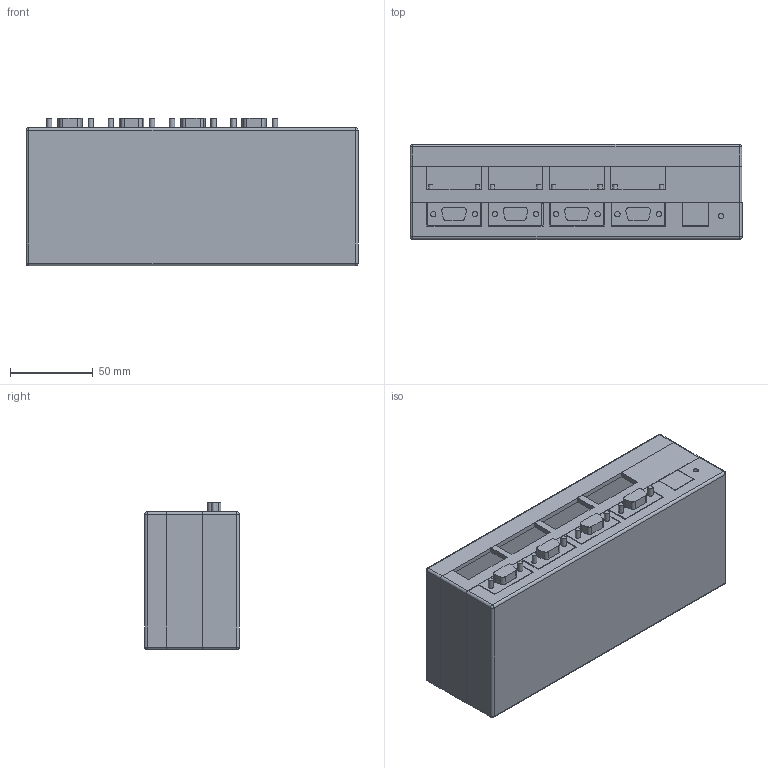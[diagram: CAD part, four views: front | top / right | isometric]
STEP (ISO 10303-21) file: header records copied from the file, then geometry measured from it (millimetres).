
FILE_DESCRIPTION(/* description */ (''),/* implementation_level */ '2;1');
FILE_NAME(/* name */ 'multiplex.step',/* time_stamp */ '2022-03-13T17:27:38+00:00',/* author */ (''),/* organization */ (''),/* preprocessor_version */ 'ST-DEVELOPER v18.1',/* originating_system */ 'Autodesk Translation Framework v10.13.0.1454',/* authorisation */ '');
FILE_SCHEMA (('AUTOMOTIVE_DESIGN { 1 0 10303 214 3 1 1 }'));
Length unit declared in the file: millimetre
Products named in the file (7): multiplex; bottom; module; jack; teensy; mezza; top
Assembly tree (6 placements, depth 2):
  multiplex
    bottom
    module
    jack
    teensy
    mezza
    top
Bounding box: 200.12 x 57.14 x 88.75 mm (x, y, z)
Volume: 223134.9 mm3; surface area: 157641.4 mm2
Topology: 9 solids, 9 shells, 510 faces, 1201 edges, 782 vertices
Faces by surface type: plane 312, cylinder 159, torus 27, sphere 8, cone 4
Full cylindrical faces by diameter (mm): 2.6 x16, 2.7 x4, 3 x8, 3.2 x33, 4 x1, 5 x10, 6 x4
Entity records: 14999 total; most frequent: CARTESIAN_POINT 2623, DIRECTION 2605, ORIENTED_EDGE 2404, EDGE_CURVE 1202, AXIS2_PLACEMENT_3D 892, LINE 821, VECTOR 821, VERTEX_POINT 782
